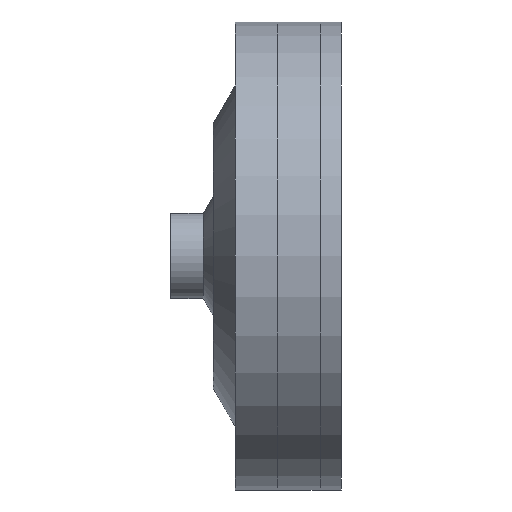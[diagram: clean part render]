
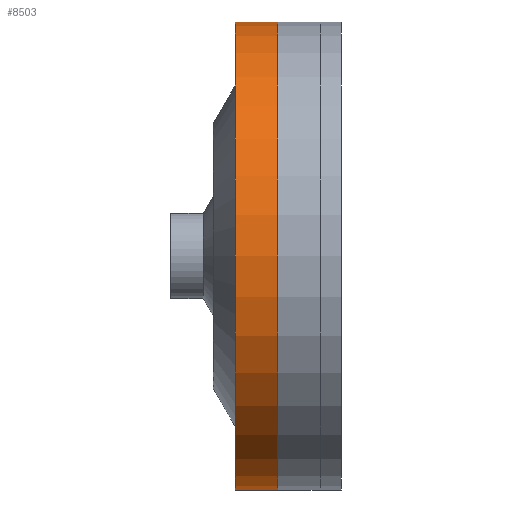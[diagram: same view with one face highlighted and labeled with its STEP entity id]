
A CAD part, left-side view. The second image highlights one B-rep face of the part: STEP entity #8503.
In plain terms, the highlighted cylindrical face has radius 69.85 mm (diameter 139.7 mm), a partial arc.
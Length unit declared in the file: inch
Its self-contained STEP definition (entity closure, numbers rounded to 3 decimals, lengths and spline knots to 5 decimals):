
#85 = VERTEX_POINT ( 'NONE', #6269 ) ;
#309 = VECTOR ( 'NONE', #8537, 39.37008 ) ;
#635 = ORIENTED_EDGE ( 'NONE', *, *, #12699, .F. ) ;
#2283 = CARTESIAN_POINT ( 'NONE',  ( 0., 0.5, 0. ) ) ;
#3058 = VERTEX_POINT ( 'NONE', #8654 ) ;
#3873 = EDGE_CURVE ( 'NONE', #10152, #13974, #13719, .T. ) ;
#4100 = CIRCLE ( 'NONE', #13050, 2.75 ) ;
#4483 = EDGE_LOOP ( 'NONE', ( #635, #13418, #13493, #6695 ) ) ;
#4801 = VECTOR ( 'NONE', #13375, 39.37008 ) ;
#5913 = DIRECTION ( 'NONE',  ( 0., 0., -1. ) ) ;
#6269 = CARTESIAN_POINT ( 'NONE',  ( 0., 0.5, 2.75 ) ) ;
#6695 = ORIENTED_EDGE ( 'NONE', *, *, #3873, .T. ) ;
#6777 = DIRECTION ( 'NONE',  ( 0., 0., 1. ) ) ;
#7029 = CYLINDRICAL_SURFACE ( 'NONE', #13345, 2.75 ) ;
#8022 = CARTESIAN_POINT ( 'NONE',  ( 0., 0., -2.75 ) ) ;
#8053 = AXIS2_PLACEMENT_3D ( 'NONE', #11379, #10546, #12429 ) ;
#8211 = CARTESIAN_POINT ( 'NONE',  ( 0., 0.5, 0. ) ) ;
#8280 = FACE_OUTER_BOUND ( 'NONE', #4483, .T. ) ;
#8503 = ADVANCED_FACE ( 'NONE', ( #8280 ), #7029, .T. ) ;
#8537 = DIRECTION ( 'NONE',  ( 0., -1., 0. ) ) ;
#8612 = LINE ( 'NONE', #13198, #309 ) ;
#8654 = CARTESIAN_POINT ( 'NONE',  ( 0., 0.5, -2.75 ) ) ;
#8857 = CARTESIAN_POINT ( 'NONE',  ( 0., 0.5, -2.75 ) ) ;
#9149 = LINE ( 'NONE', #8857, #4801 ) ;
#10152 = VERTEX_POINT ( 'NONE', #8022 ) ;
#10546 = DIRECTION ( 'NONE',  ( 0., 1., 0. ) ) ;
#10651 = DIRECTION ( 'NONE',  ( 0., -1., 0. ) ) ;
#11247 = EDGE_CURVE ( 'NONE', #3058, #85, #4100, .T. ) ;
#11379 = CARTESIAN_POINT ( 'NONE',  ( 0., 0., 0. ) ) ;
#12415 = DIRECTION ( 'NONE',  ( 0., 1., 0. ) ) ;
#12429 = DIRECTION ( 'NONE',  ( 0., 0., 1. ) ) ;
#12699 = EDGE_CURVE ( 'NONE', #85, #13974, #8612, .T. ) ;
#13050 = AXIS2_PLACEMENT_3D ( 'NONE', #2283, #12415, #6777 ) ;
#13198 = CARTESIAN_POINT ( 'NONE',  ( 0., 0.5, 2.75 ) ) ;
#13345 = AXIS2_PLACEMENT_3D ( 'NONE', #8211, #10651, #5913 ) ;
#13375 = DIRECTION ( 'NONE',  ( 0., -1., 0. ) ) ;
#13418 = ORIENTED_EDGE ( 'NONE', *, *, #11247, .F. ) ;
#13493 = ORIENTED_EDGE ( 'NONE', *, *, #13819, .T. ) ;
#13719 = CIRCLE ( 'NONE', #8053, 2.75 ) ;
#13819 = EDGE_CURVE ( 'NONE', #3058, #10152, #9149, .T. ) ;
#13974 = VERTEX_POINT ( 'NONE', #14372 ) ;
#14372 = CARTESIAN_POINT ( 'NONE',  ( 0., 0., 2.75 ) ) ;
